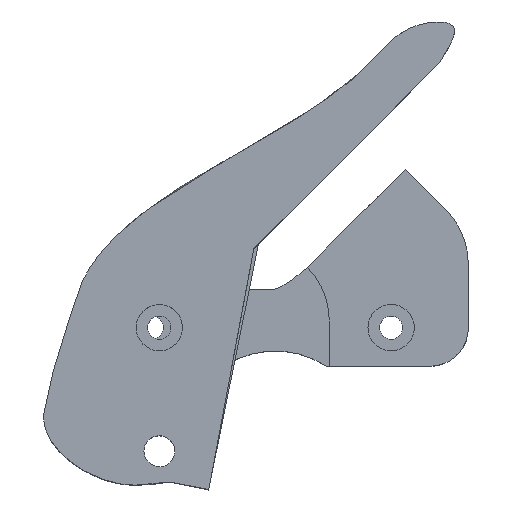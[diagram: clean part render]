
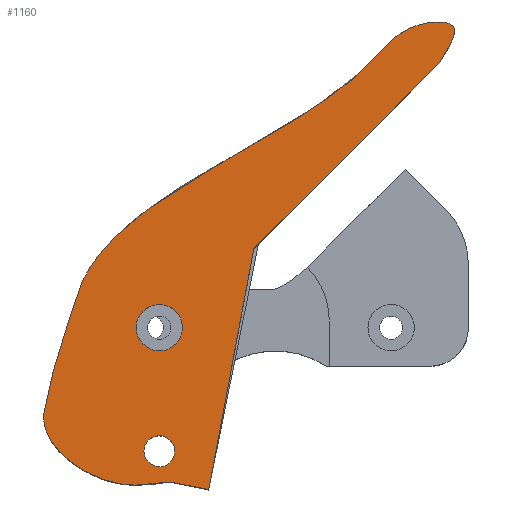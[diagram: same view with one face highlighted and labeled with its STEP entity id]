
A CAD part, top view. The second image highlights one B-rep face of the part: STEP entity #1160.
In plain terms, the highlighted face is planar.
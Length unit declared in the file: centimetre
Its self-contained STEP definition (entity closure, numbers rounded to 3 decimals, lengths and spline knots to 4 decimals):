
#58=B_SPLINE_CURVE_WITH_KNOTS('',3,(#1872,#1873,#1874,#1875,#1876,#1877,
#1878),.UNSPECIFIED.,.F.,.F.,(4,1,1,1,4),(2.5096,3.0114,
3.5114,4.1517,6.4223),.UNSPECIFIED.);
#59=B_SPLINE_CURVE_WITH_KNOTS('',3,(#1880,#1881,#1882,#1883),
 .UNSPECIFIED.,.F.,.F.,(4,4),(0.,2.5096),.UNSPECIFIED.);
#60=B_SPLINE_CURVE_WITH_KNOTS('',3,(#1885,#1886,#1887,#1888),
 .UNSPECIFIED.,.F.,.F.,(4,4),(6.8623,7.2599),
 .UNSPECIFIED.);
#61=B_SPLINE_CURVE_WITH_KNOTS('',3,(#1890,#1891,#1892,#1893),
 .UNSPECIFIED.,.F.,.F.,(4,4),(5.8901,6.8623),
 .UNSPECIFIED.);
#62=B_SPLINE_CURVE_WITH_KNOTS('',3,(#1895,#1896,#1897,#1898,#1899),
 .UNSPECIFIED.,.F.,.F.,(4,1,4),(0.,0.6722,1.9872),
 .UNSPECIFIED.);
#92=FACE_BOUND('',#241,.T.);
#93=FACE_BOUND('',#242,.T.);
#120=PLANE('',#1249);
#165=FACE_OUTER_BOUND('',#240,.T.);
#240=EDGE_LOOP('',(#943,#944,#945,#946,#947,#948,#949,#950));
#241=EDGE_LOOP('',(#951));
#242=EDGE_LOOP('',(#952,#953));
#337=LINE('',#1862,#430);
#340=LINE('',#1870,#433);
#341=LINE('',#1900,#434);
#342=LINE('',#1906,#435);
#430=VECTOR('',#1450,3.401);
#433=VECTOR('',#1459,3.1717);
#434=VECTOR('',#1460,0.52);
#435=VECTOR('',#1465,0.0253);
#490=CIRCLE('',#1250,0.3);
#491=CIRCLE('',#1251,0.2);
#577=VERTEX_POINT('',#1859);
#578=VERTEX_POINT('',#1861);
#580=VERTEX_POINT('',#1869);
#581=VERTEX_POINT('',#1871);
#582=VERTEX_POINT('',#1879);
#583=VERTEX_POINT('',#1884);
#584=VERTEX_POINT('',#1889);
#585=VERTEX_POINT('',#1894);
#586=VERTEX_POINT('',#1901);
#587=VERTEX_POINT('',#1903);
#588=VERTEX_POINT('',#1904);
#713=EDGE_CURVE('',#578,#577,#337,.T.);
#718=EDGE_CURVE('',#580,#578,#340,.T.);
#719=EDGE_CURVE('',#577,#581,#58,.T.);
#720=EDGE_CURVE('',#581,#582,#59,.T.);
#721=EDGE_CURVE('',#582,#583,#60,.T.);
#722=EDGE_CURVE('',#583,#584,#61,.T.);
#723=EDGE_CURVE('',#585,#584,#62,.T.);
#724=EDGE_CURVE('',#585,#580,#341,.T.);
#725=EDGE_CURVE('',#586,#586,#490,.T.);
#726=EDGE_CURVE('',#587,#588,#491,.T.);
#727=EDGE_CURVE('',#587,#588,#342,.T.);
#943=ORIENTED_EDGE('',*,*,#718,.T.);
#944=ORIENTED_EDGE('',*,*,#713,.T.);
#945=ORIENTED_EDGE('',*,*,#719,.T.);
#946=ORIENTED_EDGE('',*,*,#720,.T.);
#947=ORIENTED_EDGE('',*,*,#721,.T.);
#948=ORIENTED_EDGE('',*,*,#722,.T.);
#949=ORIENTED_EDGE('',*,*,#723,.F.);
#950=ORIENTED_EDGE('',*,*,#724,.T.);
#951=ORIENTED_EDGE('',*,*,#725,.F.);
#952=ORIENTED_EDGE('',*,*,#726,.F.);
#953=ORIENTED_EDGE('',*,*,#727,.T.);
#1160=ADVANCED_FACE('',(#165,#92,#93),#120,.F.);
#1249=AXIS2_PLACEMENT_3D('',#1868,#1457,#1458);
#1250=AXIS2_PLACEMENT_3D('',#1902,#1461,#1462);
#1251=AXIS2_PLACEMENT_3D('',#1905,#1463,#1464);
#1450=DIRECTION('',(-0.707,0.707,0.));
#1457=DIRECTION('center_axis',(0.,0.,1.));
#1458=DIRECTION('ref_axis',(1.,0.,0.));
#1459=DIRECTION('',(-0.184,0.983,0.));
#1460=DIRECTION('',(-0.983,-0.184,0.));
#1461=DIRECTION('center_axis',(0.,0.,-1.));
#1462=DIRECTION('ref_axis',(0.707,-0.707,0.));
#1463=DIRECTION('center_axis',(0.,0.,-1.));
#1464=DIRECTION('ref_axis',(-0.993,-0.122,0.));
#1465=DIRECTION('',(0.184,-0.983,0.));
#1859=CARTESIAN_POINT('',(4.3716,-1.5716,-1.5));
#1861=CARTESIAN_POINT('',(6.7765,-3.9765,-1.5));
#1862=CARTESIAN_POINT('',(7.2,-4.4,-1.5));
#1868=CARTESIAN_POINT('Origin',(7.3099,-4.331,-1.5));
#1869=CARTESIAN_POINT('',(7.3604,-7.094,-1.5));
#1870=CARTESIAN_POINT('',(7.1596,-6.0219,-1.5));
#1871=CARTESIAN_POINT('',(7.1488,-2.8367,-1.5));
#1872=CARTESIAN_POINT('Ctrl Pts',(4.3716,-1.5716,-1.5));
#1873=CARTESIAN_POINT('Ctrl Pts',(4.2525,-1.379,-1.5));
#1874=CARTESIAN_POINT('Ctrl Pts',(4.0148,-0.9945,-1.5));
#1875=CARTESIAN_POINT('Ctrl Pts',(4.838,-1.0581,-1.5));
#1876=CARTESIAN_POINT('Ctrl Pts',(5.4956,-1.9262,-1.5));
#1877=CARTESIAN_POINT('Ctrl Pts',(6.4434,-2.4337,-1.5));
#1878=CARTESIAN_POINT('Ctrl Pts',(7.1488,-2.8367,-1.5));
#1879=CARTESIAN_POINT('',(9.,-4.4,-1.5));
#1880=CARTESIAN_POINT('Ctrl Pts',(7.1488,-2.8367,-1.5));
#1881=CARTESIAN_POINT('Ctrl Pts',(7.9285,-3.2821,-1.5));
#1882=CARTESIAN_POINT('Ctrl Pts',(8.6666,-3.7362,-1.5));
#1883=CARTESIAN_POINT('Ctrl Pts',(9.,-4.4,-1.5));
#1884=CARTESIAN_POINT('',(9.1759,-4.9181,-1.5));
#1885=CARTESIAN_POINT('Ctrl Pts',(9.,-4.4,-1.5));
#1886=CARTESIAN_POINT('Ctrl Pts',(9.0596,-4.5734,-1.5));
#1887=CARTESIAN_POINT('Ctrl Pts',(9.1192,-4.7468,-1.5));
#1888=CARTESIAN_POINT('Ctrl Pts',(9.1759,-4.9181,-1.5));
#1889=CARTESIAN_POINT('',(9.4959,-6.1096,-1.5));
#1890=CARTESIAN_POINT('Ctrl Pts',(9.1759,-4.9181,-1.5));
#1891=CARTESIAN_POINT('Ctrl Pts',(9.3145,-5.3372,-1.5));
#1892=CARTESIAN_POINT('Ctrl Pts',(9.4355,-5.7442,-1.5));
#1893=CARTESIAN_POINT('Ctrl Pts',(9.4959,-6.1096,-1.5));
#1894=CARTESIAN_POINT('',(7.8715,-6.9983,-1.5));
#1895=CARTESIAN_POINT('Ctrl Pts',(7.8715,-6.9983,-1.5));
#1896=CARTESIAN_POINT('Ctrl Pts',(8.0895,-7.0303,-1.5));
#1897=CARTESIAN_POINT('Ctrl Pts',(8.734,-7.1249,-1.5));
#1898=CARTESIAN_POINT('Ctrl Pts',(9.5351,-6.5381,-1.5));
#1899=CARTESIAN_POINT('Ctrl Pts',(9.4959,-6.1096,-1.5));
#1900=CARTESIAN_POINT('',(7.8715,-6.9983,-1.5));
#1901=CARTESIAN_POINT('',(8.2121,-5.2121,-1.5));
#1902=CARTESIAN_POINT('Origin',(8.,-5.,-1.5));
#1903=CARTESIAN_POINT('',(7.8015,-6.6243,-1.5));
#1904=CARTESIAN_POINT('',(7.8061,-6.6492,-1.5));
#1905=CARTESIAN_POINT('Origin',(8.,-6.6,-1.5));
#1906=CARTESIAN_POINT('',(7.8015,-6.6243,-1.5));
